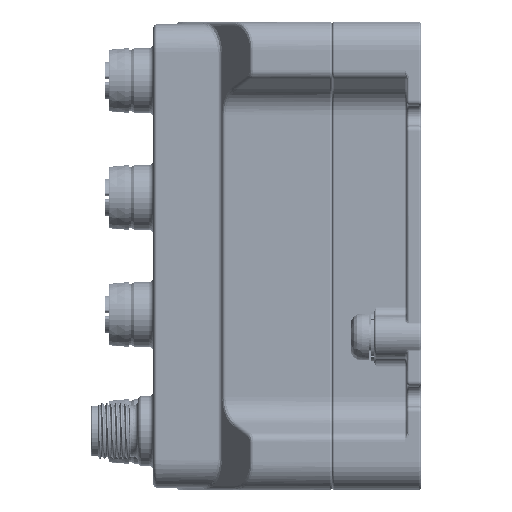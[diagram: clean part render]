
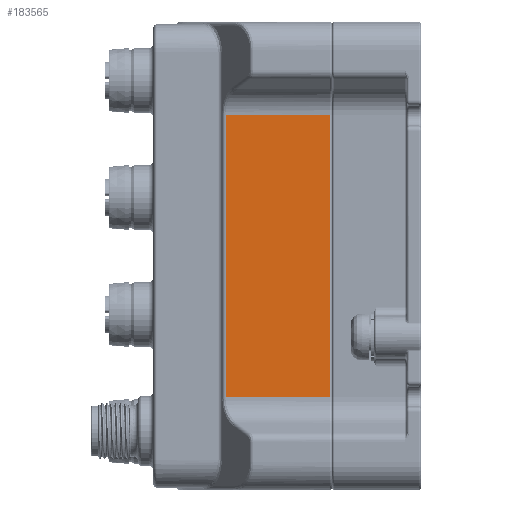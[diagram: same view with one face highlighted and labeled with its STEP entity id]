
A CAD part, left-side view. The second image highlights one B-rep face of the part: STEP entity #183565.
In plain terms, the highlighted planar face has unit normal (-1, 0, 0).
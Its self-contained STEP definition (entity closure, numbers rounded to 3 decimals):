
#10257 = VECTOR ( 'NONE', #35651, 1000. ) ;
#35651 = DIRECTION ( 'NONE',  ( 0., 0., -1. ) ) ;
#35766 = ORIENTED_EDGE ( 'NONE', *, *, #45543, .T. ) ;
#42430 = ORIENTED_EDGE ( 'NONE', *, *, #93948, .T. ) ;
#45543 = EDGE_CURVE ( 'NONE', #211642, #75389, #210392, .T. ) ;
#47050 = PLANE ( 'NONE',  #209817 ) ;
#52107 = CARTESIAN_POINT ( 'NONE',  ( -70.5, 1.576, 50. ) ) ;
#54534 = VECTOR ( 'NONE', #59672, 1000. ) ;
#59672 = DIRECTION ( 'NONE',  ( 0., 1., 0. ) ) ;
#75389 = VERTEX_POINT ( 'NONE', #242398 ) ;
#93948 = EDGE_CURVE ( 'NONE', #266161, #165655, #136691, .T. ) ;
#98627 = EDGE_CURVE ( 'NONE', #75389, #266161, #148335, .T. ) ;
#113582 = ORIENTED_EDGE ( 'NONE', *, *, #98627, .T. ) ;
#115277 = EDGE_CURVE ( 'NONE', #165655, #211642, #132992, .T. ) ;
#115615 = CARTESIAN_POINT ( 'NONE',  ( -70.5, 1.576, -30.178 ) ) ;
#119108 = VECTOR ( 'NONE', #150251, 1000. ) ;
#127401 = VECTOR ( 'NONE', #173995, 1000. ) ;
#130309 = CARTESIAN_POINT ( 'NONE',  ( -70.5, -21.181, 50. ) ) ;
#132992 = LINE ( 'NONE', #250945, #127401 ) ;
#136691 = LINE ( 'NONE', #52107, #10257 ) ;
#148335 = LINE ( 'NONE', #231659, #54534 ) ;
#150251 = DIRECTION ( 'NONE',  ( 0., 0., 1. ) ) ;
#150824 = FACE_OUTER_BOUND ( 'NONE', #257236, .T. ) ;
#162057 = CARTESIAN_POINT ( 'NONE',  ( -70.5, 1.576, 30.178 ) ) ;
#165655 = VERTEX_POINT ( 'NONE', #115615 ) ;
#173995 = DIRECTION ( 'NONE',  ( 0., -1., 0. ) ) ;
#183565 = ADVANCED_FACE ( 'NONE', ( #150824 ), #47050, .F. ) ;
#193142 = DIRECTION ( 'NONE',  ( 0., 0., -1. ) ) ;
#209817 = AXIS2_PLACEMENT_3D ( 'NONE', #130309, #213662, #193142 ) ;
#210392 = LINE ( 'NONE', #254079, #119108 ) ;
#211642 = VERTEX_POINT ( 'NONE', #227252 ) ;
#213662 = DIRECTION ( 'NONE',  ( 1., 0., 0. ) ) ;
#227252 = CARTESIAN_POINT ( 'NONE',  ( -70.5, -20.681, -30.178 ) ) ;
#231659 = CARTESIAN_POINT ( 'NONE',  ( -70.5, -21.181, 30.178 ) ) ;
#242398 = CARTESIAN_POINT ( 'NONE',  ( -70.5, -20.681, 30.178 ) ) ;
#245084 = ORIENTED_EDGE ( 'NONE', *, *, #115277, .T. ) ;
#250945 = CARTESIAN_POINT ( 'NONE',  ( -70.5, -21.181, -30.178 ) ) ;
#254079 = CARTESIAN_POINT ( 'NONE',  ( -70.5, -20.681, 50. ) ) ;
#257236 = EDGE_LOOP ( 'NONE', ( #113582, #42430, #245084, #35766 ) ) ;
#266161 = VERTEX_POINT ( 'NONE', #162057 ) ;
